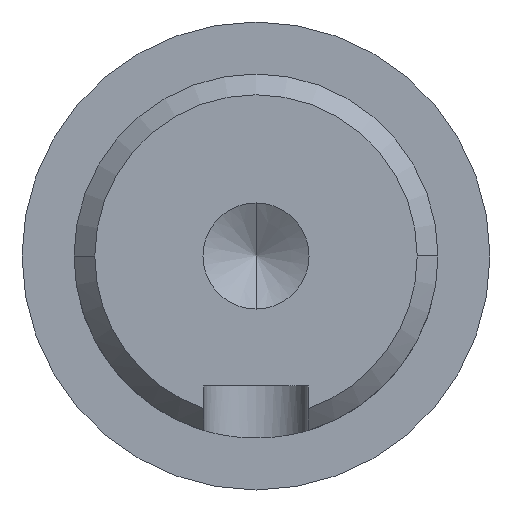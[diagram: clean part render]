
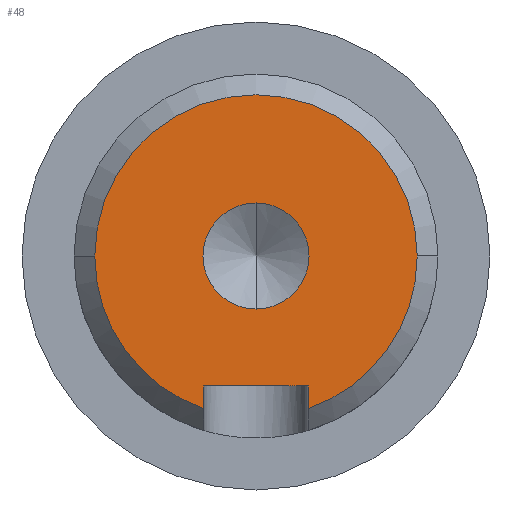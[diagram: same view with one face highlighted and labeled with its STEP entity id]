
A CAD part, left-side view. The second image highlights one B-rep face of the part: STEP entity #48.
In plain terms, the highlighted planar face has unit normal (-1, 0, 0).
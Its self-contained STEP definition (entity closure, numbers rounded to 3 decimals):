
#4 = FACE_OUTER_BOUND ( 'NONE', #88, .T. ) ;
#17 = DIRECTION ( 'NONE',  ( 0., 0., 1. ) ) ;
#36 = DIRECTION ( 'NONE',  ( -1., 0., 0. ) ) ;
#37 = ORIENTED_EDGE ( 'NONE', *, *, #417, .F. ) ;
#40 = CARTESIAN_POINT ( 'NONE',  ( -298., 0., 0. ) ) ;
#43 = CIRCLE ( 'NONE', #486, 15.5 ) ;
#48 = ADVANCED_FACE ( 'NONE', ( #4, #171 ), #213, .T. ) ;
#83 = DIRECTION ( 'NONE',  ( 0., 0., 1. ) ) ;
#87 = EDGE_CURVE ( 'NONE', #273, #341, #292, .T. ) ;
#88 = EDGE_LOOP ( 'NONE', ( #37, #251, #233, #264, #550, #492 ) ) ;
#96 = EDGE_LOOP ( 'NONE', ( #342, #306 ) ) ;
#108 = CARTESIAN_POINT ( 'NONE',  ( -298., 0., -5.1 ) ) ;
#109 = LINE ( 'NONE', #474, #195 ) ;
#113 = EDGE_CURVE ( 'NONE', #341, #273, #232, .T. ) ;
#117 = VECTOR ( 'NONE', #140, 1000. ) ;
#125 = VERTEX_POINT ( 'NONE', #315 ) ;
#135 = VERTEX_POINT ( 'NONE', #600 ) ;
#140 = DIRECTION ( 'NONE',  ( 0., 0., 1. ) ) ;
#143 = CARTESIAN_POINT ( 'NONE',  ( -298., 5., 0. ) ) ;
#148 = VERTEX_POINT ( 'NONE', #228 ) ;
#164 = CARTESIAN_POINT ( 'NONE',  ( -298., 0., 0. ) ) ;
#171 = FACE_BOUND ( 'NONE', #96, .T. ) ;
#183 = VERTEX_POINT ( 'NONE', #561 ) ;
#189 = CIRCLE ( 'NONE', #496, 15.5 ) ;
#195 = VECTOR ( 'NONE', #17, 1000. ) ;
#199 = EDGE_CURVE ( 'NONE', #148, #448, #554, .T. ) ;
#212 = AXIS2_PLACEMENT_3D ( 'NONE', #40, #409, #358 ) ;
#213 = PLANE ( 'NONE',  #402 ) ;
#228 = CARTESIAN_POINT ( 'NONE',  ( -298., 5., -14.671 ) ) ;
#231 = DIRECTION ( 'NONE',  ( 0., -1., 0. ) ) ;
#232 = CIRCLE ( 'NONE', #503, 5.1 ) ;
#233 = ORIENTED_EDGE ( 'NONE', *, *, #311, .T. ) ;
#235 = EDGE_CURVE ( 'NONE', #449, #183, #272, .T. ) ;
#242 = DIRECTION ( 'NONE',  ( 0., -1., 0. ) ) ;
#251 = ORIENTED_EDGE ( 'NONE', *, *, #235, .T. ) ;
#264 = ORIENTED_EDGE ( 'NONE', *, *, #336, .T. ) ;
#268 = DIRECTION ( 'NONE',  ( -1., 0., 0. ) ) ;
#272 = CIRCLE ( 'NONE', #424, 15.5 ) ;
#273 = VERTEX_POINT ( 'NONE', #276 ) ;
#276 = CARTESIAN_POINT ( 'NONE',  ( -298., 0., 5.1 ) ) ;
#292 = CIRCLE ( 'NONE', #212, 5.1 ) ;
#306 = ORIENTED_EDGE ( 'NONE', *, *, #113, .F. ) ;
#311 = EDGE_CURVE ( 'NONE', #183, #125, #189, .T. ) ;
#315 = CARTESIAN_POINT ( 'NONE',  ( -298., 15.5, 0. ) ) ;
#328 = DIRECTION ( 'NONE',  ( 0., -1., 0. ) ) ;
#333 = DIRECTION ( 'NONE',  ( -1., 0., 0. ) ) ;
#336 = EDGE_CURVE ( 'NONE', #125, #148, #43, .T. ) ;
#341 = VERTEX_POINT ( 'NONE', #108 ) ;
#342 = ORIENTED_EDGE ( 'NONE', *, *, #87, .F. ) ;
#358 = DIRECTION ( 'NONE',  ( 0., 0., 1. ) ) ;
#363 = CARTESIAN_POINT ( 'NONE',  ( -298., 0., 0. ) ) ;
#382 = VECTOR ( 'NONE', #438, 1000. ) ;
#402 = AXIS2_PLACEMENT_3D ( 'NONE', #164, #268, #544 ) ;
#409 = DIRECTION ( 'NONE',  ( -1., 0., 0. ) ) ;
#417 = EDGE_CURVE ( 'NONE', #449, #135, #109, .T. ) ;
#423 = CARTESIAN_POINT ( 'NONE',  ( -298., 0., 0. ) ) ;
#424 = AXIS2_PLACEMENT_3D ( 'NONE', #363, #551, #231 ) ;
#435 = CARTESIAN_POINT ( 'NONE',  ( -298., -5., -14.671 ) ) ;
#438 = DIRECTION ( 'NONE',  ( 0., -1., 0. ) ) ;
#448 = VERTEX_POINT ( 'NONE', #482 ) ;
#449 = VERTEX_POINT ( 'NONE', #435 ) ;
#474 = CARTESIAN_POINT ( 'NONE',  ( -298., -5., 0. ) ) ;
#482 = CARTESIAN_POINT ( 'NONE',  ( -298., 5., -12.5 ) ) ;
#485 = CARTESIAN_POINT ( 'NONE',  ( -298., 0., -12.5 ) ) ;
#486 = AXIS2_PLACEMENT_3D ( 'NONE', #519, #333, #328 ) ;
#492 = ORIENTED_EDGE ( 'NONE', *, *, #537, .T. ) ;
#496 = AXIS2_PLACEMENT_3D ( 'NONE', #423, #567, #242 ) ;
#503 = AXIS2_PLACEMENT_3D ( 'NONE', #592, #36, #83 ) ;
#519 = CARTESIAN_POINT ( 'NONE',  ( -298., 0., 0. ) ) ;
#520 = LINE ( 'NONE', #485, #382 ) ;
#537 = EDGE_CURVE ( 'NONE', #448, #135, #520, .T. ) ;
#544 = DIRECTION ( 'NONE',  ( 0., -1., 0. ) ) ;
#550 = ORIENTED_EDGE ( 'NONE', *, *, #199, .T. ) ;
#551 = DIRECTION ( 'NONE',  ( -1., 0., 0. ) ) ;
#554 = LINE ( 'NONE', #143, #117 ) ;
#561 = CARTESIAN_POINT ( 'NONE',  ( -298., -15.5, 0. ) ) ;
#567 = DIRECTION ( 'NONE',  ( -1., 0., 0. ) ) ;
#592 = CARTESIAN_POINT ( 'NONE',  ( -298., 0., 0. ) ) ;
#600 = CARTESIAN_POINT ( 'NONE',  ( -298., -5., -12.5 ) ) ;
